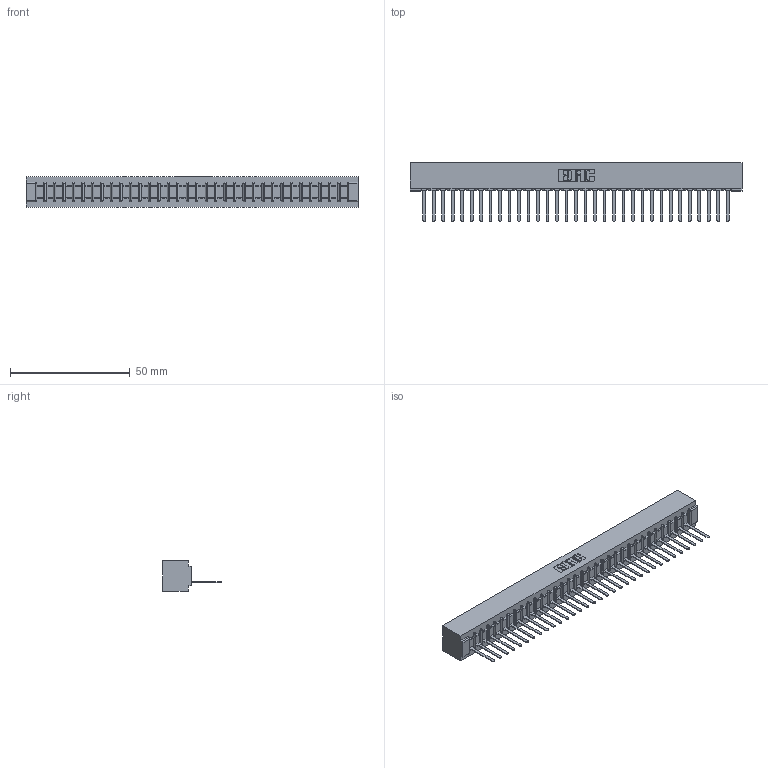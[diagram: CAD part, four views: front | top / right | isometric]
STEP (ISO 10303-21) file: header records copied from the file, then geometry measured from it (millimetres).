
FILE_DESCRIPTION (( 'STEP AP203' ), '1' );
FILE_NAME ('307-033-441-101.STEP', '2020-09-28T19:24:21', ( '' ), ( '' ), 'SwSTEP 2.0', 'SolidWorks 2020', '' );
FILE_SCHEMA (( 'CONFIG_CONTROL_DESIGN' ));
Length unit declared in the file: inch
Products named in the file (3): 307-290-002_541; 307-033-441-101; 307 Part_No Mounting Lugs
Assembly tree (34 placements, depth 2):
  307-033-441-101
    307 Part_No Mounting Lugs
    307-290-002_541  x33
Bounding box: 138.63 x 24.59 x 12.7 mm (x, y, z)
Volume: 15419.3 mm3; surface area: 20139.5 mm2
Topology: 34 solids, 34 shells, 2586 faces, 7955 edges, 5210 vertices
Faces by surface type: plane 1551, cylinder 967, sphere 68
Entity records: 29840 total; most frequent: CARTESIAN_POINT 5032, ORIENTED_EDGE 5022, DIRECTION 4891, EDGE_CURVE 2511, LINE 1921, VECTOR 1921, VERTEX_POINT 1626, AXIS2_PLACEMENT_3D 1485
